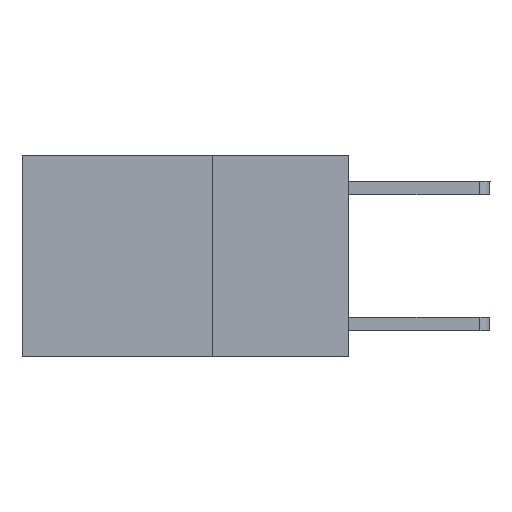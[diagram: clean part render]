
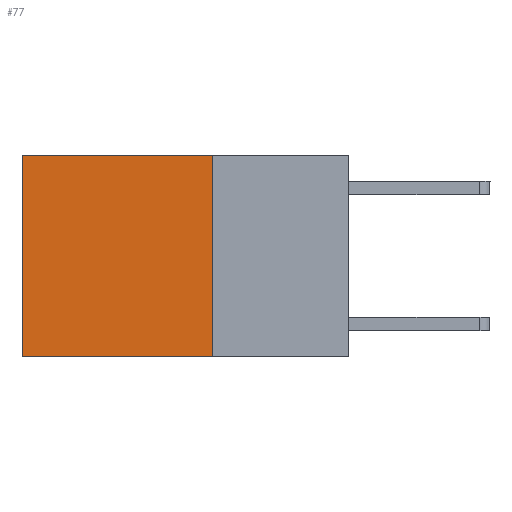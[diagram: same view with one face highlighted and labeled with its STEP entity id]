
A CAD part, left-side view. The second image highlights one B-rep face of the part: STEP entity #77.
In plain terms, the highlighted planar face has unit normal (-1, 0, 0).
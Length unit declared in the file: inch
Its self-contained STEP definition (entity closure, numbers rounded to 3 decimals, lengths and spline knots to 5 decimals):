
#77 = ADVANCED_FACE ( 'NONE', ( #1475 ), #4509, .F. ) ;
#146 = LINE ( 'NONE', #697, #2150 ) ;
#275 = EDGE_LOOP ( 'NONE', ( #8762, #9163, #9221, #8851 ) ) ;
#486 = DIRECTION ( 'NONE',  ( 0., 1., 0. ) ) ;
#510 = VERTEX_POINT ( 'NONE', #8787 ) ;
#697 = CARTESIAN_POINT ( 'NONE',  ( 0.2625, 0.25, 0. ) ) ;
#871 = VECTOR ( 'NONE', #486, 39.37008 ) ;
#928 = VERTEX_POINT ( 'NONE', #7085 ) ;
#1308 = EDGE_CURVE ( 'NONE', #2165, #510, #1532, .T. ) ;
#1442 = VERTEX_POINT ( 'NONE', #9916 ) ;
#1475 = FACE_OUTER_BOUND ( 'NONE', #275, .T. ) ;
#1525 = EDGE_CURVE ( 'NONE', #1442, #928, #7510, .T. ) ;
#1532 = LINE ( 'NONE', #6126, #9712 ) ;
#1667 = DIRECTION ( 'NONE',  ( 0., 0., -1. ) ) ;
#2150 = VECTOR ( 'NONE', #7373, 39.37008 ) ;
#2165 = VERTEX_POINT ( 'NONE', #9408 ) ;
#3603 = DIRECTION ( 'NONE',  ( 0., 1., 0. ) ) ;
#3741 = EDGE_CURVE ( 'NONE', #1442, #2165, #146, .T. ) ;
#4498 = DIRECTION ( 'NONE',  ( 0., 0., -1. ) ) ;
#4501 = DIRECTION ( 'NONE',  ( 1., 0., 0. ) ) ;
#4509 = PLANE ( 'NONE',  #9504 ) ;
#4594 = CARTESIAN_POINT ( 'NONE',  ( 0.2625, 0.25, 0. ) ) ;
#4826 = EDGE_CURVE ( 'NONE', #928, #510, #8211, .T. ) ;
#6126 = CARTESIAN_POINT ( 'NONE',  ( 0.2625, 0.25, -0.37 ) ) ;
#7085 = CARTESIAN_POINT ( 'NONE',  ( 0.2625, 0.6, 0. ) ) ;
#7373 = DIRECTION ( 'NONE',  ( 0., 0., -1. ) ) ;
#7484 = CARTESIAN_POINT ( 'NONE',  ( 0.2625, 0.6, 0. ) ) ;
#7510 = LINE ( 'NONE', #8604, #871 ) ;
#8211 = LINE ( 'NONE', #7484, #10067 ) ;
#8604 = CARTESIAN_POINT ( 'NONE',  ( 0.2625, 0.25, 0. ) ) ;
#8762 = ORIENTED_EDGE ( 'NONE', *, *, #4826, .T. ) ;
#8787 = CARTESIAN_POINT ( 'NONE',  ( 0.2625, 0.6, -0.37 ) ) ;
#8851 = ORIENTED_EDGE ( 'NONE', *, *, #1525, .T. ) ;
#9163 = ORIENTED_EDGE ( 'NONE', *, *, #1308, .F. ) ;
#9221 = ORIENTED_EDGE ( 'NONE', *, *, #3741, .F. ) ;
#9408 = CARTESIAN_POINT ( 'NONE',  ( 0.2625, 0.25, -0.37 ) ) ;
#9504 = AXIS2_PLACEMENT_3D ( 'NONE', #4594, #4501, #4498 ) ;
#9712 = VECTOR ( 'NONE', #3603, 39.37008 ) ;
#9916 = CARTESIAN_POINT ( 'NONE',  ( 0.2625, 0.25, 0. ) ) ;
#10067 = VECTOR ( 'NONE', #1667, 39.37008 ) ;
